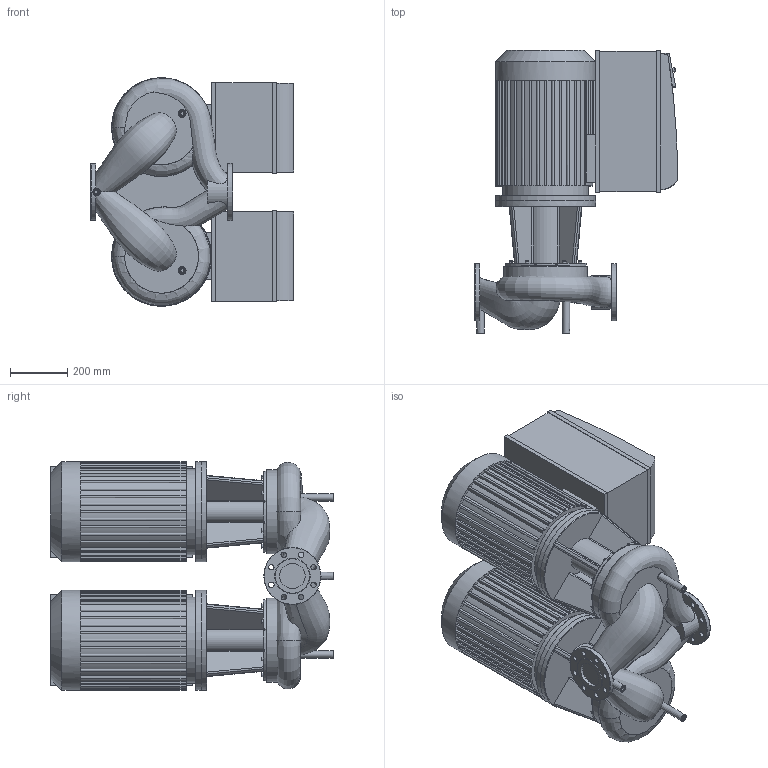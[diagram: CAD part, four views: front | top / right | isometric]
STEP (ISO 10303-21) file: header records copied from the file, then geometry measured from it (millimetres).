
FILE_DESCRIPTION(/* description */ (''),/* implementation_level */ '2;1');
FILE_NAME(/* name */ '3d_DL-E80_190-18_5_2-R1-2153884.stp',/* time_stamp */ '2016-12-21T12:01:12+01:00',/* author */ ('Andrzej'),/* organization */ (''),/* preprocessor_version */ 'ST-DEVELOPER v15.5',/* originating_system */ 'AutoCAD Mechanical',/* authorisation */ '');
FILE_SCHEMA (('AUTOMOTIVE_DESIGN { 1 0 10303 214 3 1 1 }'));
Products named in the file (1): Product
Bounding box: 713 x 993.5 x 800 mm (x, y, z)
Volume: 226563357 mm3; surface area: 5967810.5 mm2
Topology: 21 solids, 21 shells, 1271 faces, 3199 edges, 2043 vertices
Faces by surface type: plane 834, cylinder 302, bspline 86, torus 34, cone 15
Full cylindrical faces by diameter (mm): 10 x4, 12 x3, 13 x16, 14 x8, 15 x2, 18 x2, 19 x16, 20 x2, 22 x2, 25 x2, 80 x2, 88.9 x2, 118.9 x1, 200 x2, 294 x2, 300 x2, 350 x6
Entity records: 56466 total; most frequent: CARTESIAN_POINT 26406, DIRECTION 6148, ORIENTED_EDGE 6102, EDGE_CURVE 3051, AXIS2_PLACEMENT_3D 2139, VERTEX_POINT 2018, LINE 1870, VECTOR 1870
